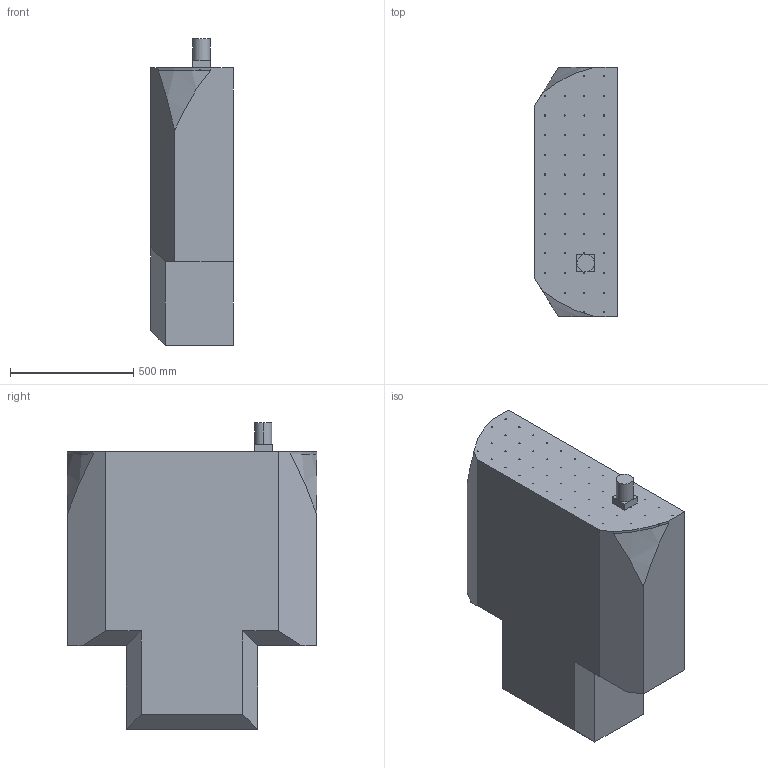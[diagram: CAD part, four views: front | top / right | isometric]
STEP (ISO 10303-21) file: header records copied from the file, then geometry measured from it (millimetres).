
FILE_DESCRIPTION (( 'STEP AP214' ), '1' );
FILE_NAME ('INST-0302.STEP', '2024-09-09T18:35:25', ( '' ), ( '' ), 'SwSTEP 2.0', 'SolidWorks 2023', '' );
FILE_SCHEMA (( 'AUTOMOTIVE_DESIGN' ));
Length unit declared in the file: millimetre
Products named in the file (1): INST-0302
Bounding box: 337.24 x 1013.15 x 1246.57 mm (x, y, z)
Volume: 315182240.7 mm3; surface area: 3226981.8 mm2
Topology: 1 solids, 1 shells, 170 faces, 353 edges, 234 vertices
Faces by surface type: cylinder 97, plane 70, bspline 3
Entity records: 5291 total; most frequent: CARTESIAN_POINT 1449, DIRECTION 877, ORIENTED_EDGE 706, AXIS2_PLACEMENT_3D 362, EDGE_CURVE 353, VERTEX_POINT 234, EDGE_LOOP 219, CIRCLE 194
